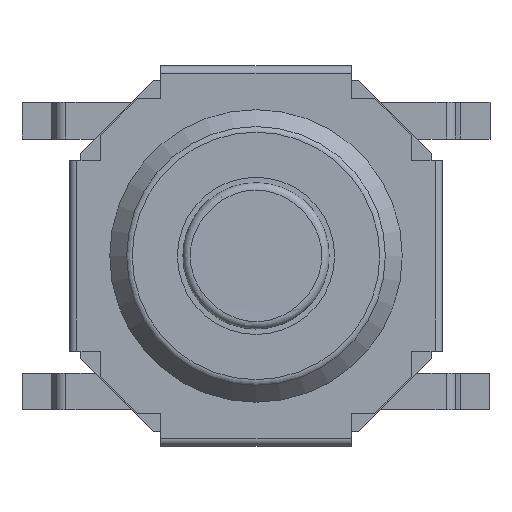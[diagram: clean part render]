
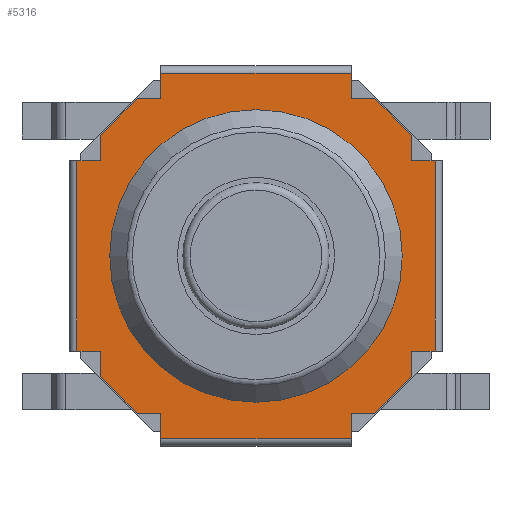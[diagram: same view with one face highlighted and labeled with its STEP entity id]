
A CAD part, top view. The second image highlights one B-rep face of the part: STEP entity #5316.
In plain terms, the highlighted planar face has unit normal (0, 0, 1).
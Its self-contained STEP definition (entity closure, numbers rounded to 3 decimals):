
#391=LINE('',#7877,#916);
#395=LINE('',#7890,#920);
#400=LINE('',#7900,#925);
#401=LINE('',#7902,#926);
#402=LINE('',#7904,#927);
#403=LINE('',#7906,#928);
#404=LINE('',#7908,#929);
#405=LINE('',#7910,#930);
#406=LINE('',#7912,#931);
#407=LINE('',#7914,#932);
#408=LINE('',#7916,#933);
#409=LINE('',#7918,#934);
#410=LINE('',#7920,#935);
#411=LINE('',#7922,#936);
#412=LINE('',#7924,#937);
#413=LINE('',#7926,#938);
#414=LINE('',#7928,#939);
#415=LINE('',#7930,#940);
#416=LINE('',#7932,#941);
#417=LINE('',#7934,#942);
#418=LINE('',#7936,#943);
#419=LINE('',#7938,#944);
#420=LINE('',#7940,#945);
#421=LINE('',#7941,#946);
#916=VECTOR('',#6566,2.6);
#920=VECTOR('',#6578,0.35);
#925=VECTOR('',#6585,0.35);
#926=VECTOR('',#6586,0.325);
#927=VECTOR('',#6587,0.707);
#928=VECTOR('',#6588,0.35);
#929=VECTOR('',#6589,0.325);
#930=VECTOR('',#6590,2.6);
#931=VECTOR('',#6591,0.325);
#932=VECTOR('',#6592,0.35);
#933=VECTOR('',#6593,0.707);
#934=VECTOR('',#6594,0.325);
#935=VECTOR('',#6595,0.35);
#936=VECTOR('',#6596,2.6);
#937=VECTOR('',#6597,0.35);
#938=VECTOR('',#6598,0.325);
#939=VECTOR('',#6599,0.707);
#940=VECTOR('',#6600,0.35);
#941=VECTOR('',#6601,0.325);
#942=VECTOR('',#6602,2.6);
#943=VECTOR('',#6603,0.325);
#944=VECTOR('',#6604,0.35);
#945=VECTOR('',#6605,0.707);
#946=VECTOR('',#6606,0.325);
#1448=PLANE('',#5709);
#1531=FACE_BOUND('',#2018,.T.);
#1700=FACE_OUTER_BOUND('',#2017,.T.);
#2017=EDGE_LOOP('',(#4284,#4285,#4286,#4287,#4288,#4289,#4290,#4291,#4292,
#4293,#4294,#4295,#4296,#4297,#4298,#4299,#4300,#4301,#4302,#4303,#4304,
#4305,#4306,#4307));
#2018=EDGE_LOOP('',(#4308));
#2264=CIRCLE('',#5710,2.);
#2541=VERTEX_POINT('',#7870);
#2544=VERTEX_POINT('',#7875);
#2549=VERTEX_POINT('',#7889);
#2553=VERTEX_POINT('',#7899);
#2554=VERTEX_POINT('',#7901);
#2555=VERTEX_POINT('',#7903);
#2556=VERTEX_POINT('',#7905);
#2557=VERTEX_POINT('',#7907);
#2558=VERTEX_POINT('',#7909);
#2559=VERTEX_POINT('',#7911);
#2560=VERTEX_POINT('',#7913);
#2561=VERTEX_POINT('',#7915);
#2562=VERTEX_POINT('',#7917);
#2563=VERTEX_POINT('',#7919);
#2564=VERTEX_POINT('',#7921);
#2565=VERTEX_POINT('',#7923);
#2566=VERTEX_POINT('',#7925);
#2567=VERTEX_POINT('',#7927);
#2568=VERTEX_POINT('',#7929);
#2569=VERTEX_POINT('',#7931);
#2570=VERTEX_POINT('',#7933);
#2571=VERTEX_POINT('',#7935);
#2572=VERTEX_POINT('',#7937);
#2573=VERTEX_POINT('',#7939);
#2574=VERTEX_POINT('',#7942);
#3173=EDGE_CURVE('',#2544,#2541,#391,.T.);
#3179=EDGE_CURVE('',#2549,#2541,#395,.T.);
#3184=EDGE_CURVE('',#2544,#2553,#400,.T.);
#3185=EDGE_CURVE('',#2553,#2554,#401,.T.);
#3186=EDGE_CURVE('',#2555,#2554,#402,.T.);
#3187=EDGE_CURVE('',#2555,#2556,#403,.T.);
#3188=EDGE_CURVE('',#2556,#2557,#404,.T.);
#3189=EDGE_CURVE('',#2557,#2558,#405,.T.);
#3190=EDGE_CURVE('',#2558,#2559,#406,.T.);
#3191=EDGE_CURVE('',#2559,#2560,#407,.T.);
#3192=EDGE_CURVE('',#2561,#2560,#408,.T.);
#3193=EDGE_CURVE('',#2561,#2562,#409,.T.);
#3194=EDGE_CURVE('',#2562,#2563,#410,.T.);
#3195=EDGE_CURVE('',#2564,#2563,#411,.T.);
#3196=EDGE_CURVE('',#2564,#2565,#412,.T.);
#3197=EDGE_CURVE('',#2565,#2566,#413,.T.);
#3198=EDGE_CURVE('',#2567,#2566,#414,.T.);
#3199=EDGE_CURVE('',#2567,#2568,#415,.T.);
#3200=EDGE_CURVE('',#2568,#2569,#416,.T.);
#3201=EDGE_CURVE('',#2569,#2570,#417,.T.);
#3202=EDGE_CURVE('',#2570,#2571,#418,.T.);
#3203=EDGE_CURVE('',#2571,#2572,#419,.T.);
#3204=EDGE_CURVE('',#2573,#2572,#420,.T.);
#3205=EDGE_CURVE('',#2573,#2549,#421,.T.);
#3206=EDGE_CURVE('',#2574,#2574,#2264,.T.);
#4284=ORIENTED_EDGE('',*,*,#3173,.F.);
#4285=ORIENTED_EDGE('',*,*,#3184,.T.);
#4286=ORIENTED_EDGE('',*,*,#3185,.T.);
#4287=ORIENTED_EDGE('',*,*,#3186,.F.);
#4288=ORIENTED_EDGE('',*,*,#3187,.T.);
#4289=ORIENTED_EDGE('',*,*,#3188,.T.);
#4290=ORIENTED_EDGE('',*,*,#3189,.T.);
#4291=ORIENTED_EDGE('',*,*,#3190,.T.);
#4292=ORIENTED_EDGE('',*,*,#3191,.T.);
#4293=ORIENTED_EDGE('',*,*,#3192,.F.);
#4294=ORIENTED_EDGE('',*,*,#3193,.T.);
#4295=ORIENTED_EDGE('',*,*,#3194,.T.);
#4296=ORIENTED_EDGE('',*,*,#3195,.F.);
#4297=ORIENTED_EDGE('',*,*,#3196,.T.);
#4298=ORIENTED_EDGE('',*,*,#3197,.T.);
#4299=ORIENTED_EDGE('',*,*,#3198,.F.);
#4300=ORIENTED_EDGE('',*,*,#3199,.T.);
#4301=ORIENTED_EDGE('',*,*,#3200,.T.);
#4302=ORIENTED_EDGE('',*,*,#3201,.T.);
#4303=ORIENTED_EDGE('',*,*,#3202,.T.);
#4304=ORIENTED_EDGE('',*,*,#3203,.T.);
#4305=ORIENTED_EDGE('',*,*,#3204,.F.);
#4306=ORIENTED_EDGE('',*,*,#3205,.T.);
#4307=ORIENTED_EDGE('',*,*,#3179,.T.);
#4308=ORIENTED_EDGE('',*,*,#3206,.F.);
#5316=ADVANCED_FACE('',(#1700,#1531),#1448,.T.);
#5709=AXIS2_PLACEMENT_3D('',#7898,#6583,#6584);
#5710=AXIS2_PLACEMENT_3D('',#7943,#6607,#6608);
#6566=DIRECTION('',(-1.,0.,0.));
#6578=DIRECTION('',(0.,-1.,0.));
#6583=DIRECTION('center_axis',(0.,0.,1.));
#6584=DIRECTION('ref_axis',(1.,0.,0.));
#6585=DIRECTION('',(0.,1.,0.));
#6586=DIRECTION('',(1.,0.,0.));
#6587=DIRECTION('',(-0.707,-0.707,0.));
#6588=DIRECTION('',(0.,1.,0.));
#6589=DIRECTION('',(1.,0.,0.));
#6590=DIRECTION('',(0.,1.,0.));
#6591=DIRECTION('',(-1.,0.,0.));
#6592=DIRECTION('',(0.,1.,0.));
#6593=DIRECTION('',(0.707,-0.707,0.));
#6594=DIRECTION('',(-1.,0.,0.));
#6595=DIRECTION('',(0.,1.,0.));
#6596=DIRECTION('',(1.,0.,0.));
#6597=DIRECTION('',(0.,-1.,0.));
#6598=DIRECTION('',(-1.,0.,0.));
#6599=DIRECTION('',(0.707,0.707,0.));
#6600=DIRECTION('',(0.,-1.,0.));
#6601=DIRECTION('',(-1.,0.,0.));
#6602=DIRECTION('',(0.,-1.,0.));
#6603=DIRECTION('',(1.,0.,0.));
#6604=DIRECTION('',(0.,-1.,0.));
#6605=DIRECTION('',(-0.707,0.707,0.));
#6606=DIRECTION('',(1.,0.,0.));
#6607=DIRECTION('center_axis',(0.,0.,1.));
#6608=DIRECTION('ref_axis',(-1.,0.,0.));
#7870=CARTESIAN_POINT('',(-1.3,-2.5,0.84));
#7875=CARTESIAN_POINT('',(1.3,-2.5,0.84));
#7877=CARTESIAN_POINT('',(-1.95,-2.5,0.84));
#7889=CARTESIAN_POINT('',(-1.3,-2.15,0.84));
#7890=CARTESIAN_POINT('',(-1.3,-2.15,0.84));
#7898=CARTESIAN_POINT('Origin',(-2.548,-2.548,0.84));
#7899=CARTESIAN_POINT('',(1.3,-2.15,0.84));
#7900=CARTESIAN_POINT('',(1.3,-2.45,0.84));
#7901=CARTESIAN_POINT('',(1.625,-2.15,0.84));
#7902=CARTESIAN_POINT('',(1.3,-2.15,0.84));
#7903=CARTESIAN_POINT('',(2.125,-1.65,0.84));
#7904=CARTESIAN_POINT('',(2.125,-1.65,0.84));
#7905=CARTESIAN_POINT('',(2.125,-1.3,0.84));
#7906=CARTESIAN_POINT('',(2.125,-1.65,0.84));
#7907=CARTESIAN_POINT('',(2.45,-1.3,0.84));
#7908=CARTESIAN_POINT('',(2.125,-1.3,0.84));
#7909=CARTESIAN_POINT('',(2.45,1.3,0.84));
#7910=CARTESIAN_POINT('',(2.45,-1.3,0.84));
#7911=CARTESIAN_POINT('',(2.125,1.3,0.84));
#7912=CARTESIAN_POINT('',(2.45,1.3,0.84));
#7913=CARTESIAN_POINT('',(2.125,1.65,0.84));
#7914=CARTESIAN_POINT('',(2.125,1.3,0.84));
#7915=CARTESIAN_POINT('',(1.625,2.15,0.84));
#7916=CARTESIAN_POINT('',(1.625,2.15,0.84));
#7917=CARTESIAN_POINT('',(1.3,2.15,0.84));
#7918=CARTESIAN_POINT('',(1.625,2.15,0.84));
#7919=CARTESIAN_POINT('',(1.3,2.5,0.84));
#7920=CARTESIAN_POINT('',(1.3,2.15,0.84));
#7921=CARTESIAN_POINT('',(-1.3,2.5,0.84));
#7922=CARTESIAN_POINT('',(-0.598,2.5,0.84));
#7923=CARTESIAN_POINT('',(-1.3,2.15,0.84));
#7924=CARTESIAN_POINT('',(-1.3,2.45,0.84));
#7925=CARTESIAN_POINT('',(-1.625,2.15,0.84));
#7926=CARTESIAN_POINT('',(-1.3,2.15,0.84));
#7927=CARTESIAN_POINT('',(-2.125,1.65,0.84));
#7928=CARTESIAN_POINT('',(-2.125,1.65,0.84));
#7929=CARTESIAN_POINT('',(-2.125,1.3,0.84));
#7930=CARTESIAN_POINT('',(-2.125,1.65,0.84));
#7931=CARTESIAN_POINT('',(-2.45,1.3,0.84));
#7932=CARTESIAN_POINT('',(-2.125,1.3,0.84));
#7933=CARTESIAN_POINT('',(-2.45,-1.3,0.84));
#7934=CARTESIAN_POINT('',(-2.45,1.3,0.84));
#7935=CARTESIAN_POINT('',(-2.125,-1.3,0.84));
#7936=CARTESIAN_POINT('',(-2.45,-1.3,0.84));
#7937=CARTESIAN_POINT('',(-2.125,-1.65,0.84));
#7938=CARTESIAN_POINT('',(-2.125,-1.3,0.84));
#7939=CARTESIAN_POINT('',(-1.625,-2.15,0.84));
#7940=CARTESIAN_POINT('',(-1.625,-2.15,0.84));
#7941=CARTESIAN_POINT('',(-1.625,-2.15,0.84));
#7942=CARTESIAN_POINT('',(-2.,0.,0.84));
#7943=CARTESIAN_POINT('Origin',(0.,0.,0.84));
